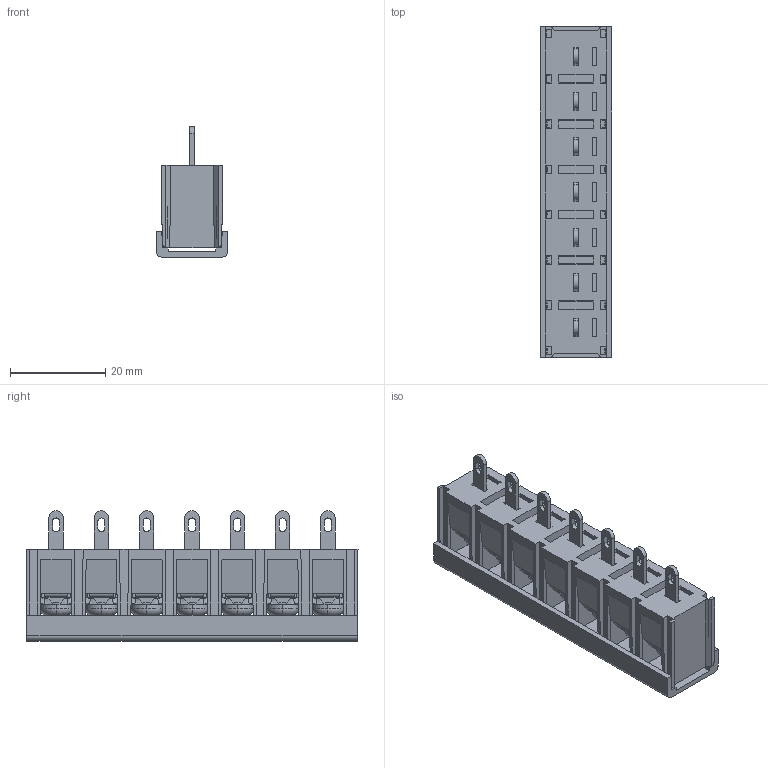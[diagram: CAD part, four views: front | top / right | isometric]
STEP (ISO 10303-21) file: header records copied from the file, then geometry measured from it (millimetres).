
FILE_DESCRIPTION((''),'2;1');
FILE_NAME('DG48H-B-07P-13-00A_H__ASM','2022-02-11T',('Administrator'),(''),'PRO/ENGINEER BY PARAMETRIC TECHNOLOGY CORPORATION, 2010280','PRO/ENGINEER BY PARAMETRIC TECHNOLOGY CORPORATION, 2010280','');
FILE_SCHEMA(('CONFIG_CONTROL_DESIGN'));
Products named in the file (1): DG48H-B-07P-13-00A_H__ASM
Bounding box: 15 x 69.62 x 27.4 mm (x, y, z)
Volume: 9423.1 mm3; surface area: 16916.2 mm2
Topology: 1 solids, 1 shells, 2051 faces, 5998 edges, 3793 vertices
Faces by surface type: plane 1405, cylinder 325, bspline 252, torus 69
Entity records: 96783 total; most frequent: CARTESIAN_POINT 44641, ORIENTED_EDGE 11940, DIRECTION 9175, EDGE_CURVE 5970, VECTOR 4313, LINE 4313, VERTEX_POINT 3793, AXIS2_PLACEMENT_3D 2431
